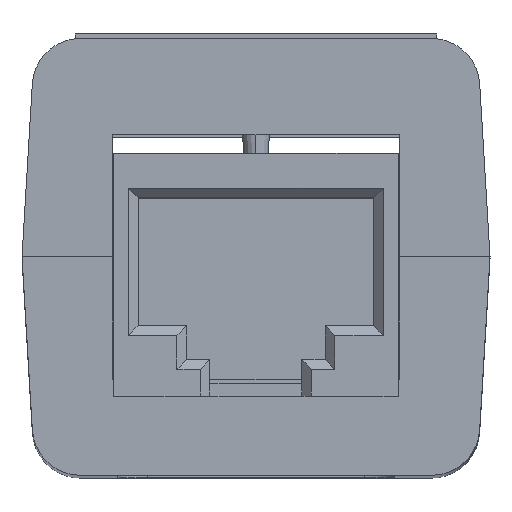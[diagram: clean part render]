
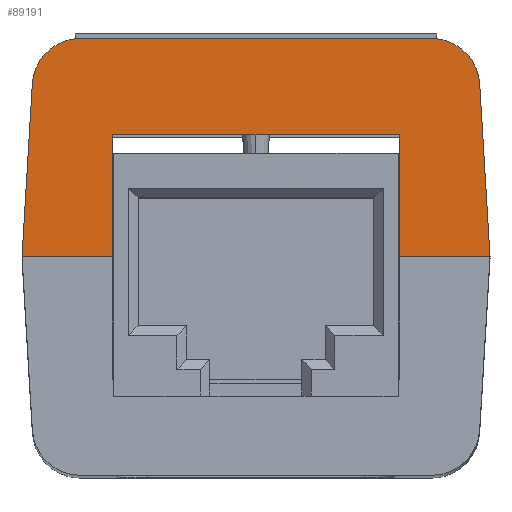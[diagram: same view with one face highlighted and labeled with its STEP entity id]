
A CAD part, top view. The second image highlights one B-rep face of the part: STEP entity #89191.
In plain terms, the highlighted planar face has unit normal (0, 0, 1).
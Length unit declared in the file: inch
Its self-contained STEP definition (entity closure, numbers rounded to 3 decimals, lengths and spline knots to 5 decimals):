
#548 = CARTESIAN_POINT ( 'NONE',  ( -0.2975, 0.12675, 1.667 ) ) ;
#2160 = DIRECTION ( 'NONE',  ( 1., 0., 0. ) ) ;
#3484 = CIRCLE ( 'NONE', #80126, 0.1 ) ;
#5773 = LINE ( 'NONE', #27686, #35541 ) ;
#6853 = DIRECTION ( 'NONE',  ( -1., 0., 0. ) ) ;
#6905 = EDGE_CURVE ( 'NONE', #73032, #76968, #47656, .T. ) ;
#7775 = ORIENTED_EDGE ( 'NONE', *, *, #86224, .T. ) ;
#9630 = DIRECTION ( 'NONE',  ( -0.059, -0.998, 0. ) ) ;
#11078 = VERTEX_POINT ( 'NONE', #62589 ) ;
#12462 = DIRECTION ( 'NONE',  ( 0., 0., 1. ) ) ;
#12495 = CARTESIAN_POINT ( 'NONE',  ( -0.36403, 0.353, 1.667 ) ) ;
#12671 = CARTESIAN_POINT ( 'NONE',  ( 0.46386, 0.35895, 1.667 ) ) ;
#16289 = CARTESIAN_POINT ( 'NONE',  ( -0.46386, 0.35895, 1.667 ) ) ;
#17091 = VECTOR ( 'NONE', #77613, 39.37008 ) ;
#26316 = DIRECTION ( 'NONE',  ( 1., 0., 0. ) ) ;
#26959 = LINE ( 'NONE', #548, #40240 ) ;
#27385 = EDGE_CURVE ( 'NONE', #11078, #65380, #76063, .T. ) ;
#27606 = CIRCLE ( 'NONE', #41398, 0.1 ) ;
#27686 = CARTESIAN_POINT ( 'NONE',  ( 0.2975, 0.12675, 1.667 ) ) ;
#29624 = CARTESIAN_POINT ( 'NONE',  ( -0.36403, 0.453, 1.667 ) ) ;
#30582 = CARTESIAN_POINT ( 'NONE',  ( 0.2975, 0.2535, 1.667 ) ) ;
#32952 = DIRECTION ( 'NONE',  ( -0.059, 0.998, 0. ) ) ;
#33505 = ORIENTED_EDGE ( 'NONE', *, *, #77204, .T. ) ;
#33842 = ORIENTED_EDGE ( 'NONE', *, *, #91569, .T. ) ;
#35541 = VECTOR ( 'NONE', #47497, 39.37008 ) ;
#36386 = ORIENTED_EDGE ( 'NONE', *, *, #27385, .T. ) ;
#36756 = VERTEX_POINT ( 'NONE', #46556 ) ;
#37329 = VECTOR ( 'NONE', #9630, 39.37008 ) ;
#37899 = EDGE_CURVE ( 'NONE', #55974, #36756, #5773, .T. ) ;
#39563 = LINE ( 'NONE', #65761, #37329 ) ;
#40006 = LINE ( 'NONE', #67219, #86468 ) ;
#40240 = VECTOR ( 'NONE', #42414, 39.37008 ) ;
#41398 = AXIS2_PLACEMENT_3D ( 'NONE', #46364, #12462, #61514 ) ;
#41787 = VECTOR ( 'NONE', #76791, 39.37008 ) ;
#42414 = DIRECTION ( 'NONE',  ( 0., 1., 0. ) ) ;
#46364 = CARTESIAN_POINT ( 'NONE',  ( 0.36403, 0.353, 1.667 ) ) ;
#46556 = CARTESIAN_POINT ( 'NONE',  ( 0.2975, 0., 1.667 ) ) ;
#47497 = DIRECTION ( 'NONE',  ( 0., -1., 0. ) ) ;
#47656 = LINE ( 'NONE', #76648, #52107 ) ;
#49926 = VERTEX_POINT ( 'NONE', #12671 ) ;
#50499 = CARTESIAN_POINT ( 'NONE',  ( -0.49107, 0., 1.667 ) ) ;
#51873 = EDGE_CURVE ( 'NONE', #76968, #74592, #3484, .T. ) ;
#52107 = VECTOR ( 'NONE', #6853, 39.37008 ) ;
#55974 = VERTEX_POINT ( 'NONE', #30582 ) ;
#58237 = DIRECTION ( 'NONE',  ( 0., 0., 1. ) ) ;
#59548 = CARTESIAN_POINT ( 'NONE',  ( 0.48525, 0., 1.667 ) ) ;
#59599 = FACE_OUTER_BOUND ( 'NONE', #76041, .T. ) ;
#61514 = DIRECTION ( 'NONE',  ( -1., 0., 0. ) ) ;
#61854 = DIRECTION ( 'NONE',  ( -1., 0., 0. ) ) ;
#62589 = CARTESIAN_POINT ( 'NONE',  ( -0.48525, 0., 1.667 ) ) ;
#62722 = CARTESIAN_POINT ( 'NONE',  ( 0.39138, 0., 1.667 ) ) ;
#63133 = VERTEX_POINT ( 'NONE', #59548 ) ;
#65380 = VERTEX_POINT ( 'NONE', #67346 ) ;
#65503 = ORIENTED_EDGE ( 'NONE', *, *, #84771, .T. ) ;
#65761 = CARTESIAN_POINT ( 'NONE',  ( -0.46386, 0.35895, 1.667 ) ) ;
#67219 = CARTESIAN_POINT ( 'NONE',  ( 0.47455, 0.17947, 1.667 ) ) ;
#67346 = CARTESIAN_POINT ( 'NONE',  ( -0.2975, 0., 1.667 ) ) ;
#67564 = VECTOR ( 'NONE', #26316, 39.37008 ) ;
#69835 = EDGE_CURVE ( 'NONE', #65380, #77688, #26959, .T. ) ;
#70609 = CARTESIAN_POINT ( 'NONE',  ( 0.36403, 0.453, 1.667 ) ) ;
#70683 = EDGE_CURVE ( 'NONE', #36756, #63133, #86359, .T. ) ;
#70905 = ORIENTED_EDGE ( 'NONE', *, *, #69835, .T. ) ;
#71398 = DIRECTION ( 'NONE',  ( 0., 0., 1. ) ) ;
#73032 = VERTEX_POINT ( 'NONE', #70609 ) ;
#73092 = CARTESIAN_POINT ( 'NONE',  ( -0.2975, 0.2535, 1.667 ) ) ;
#73541 = ORIENTED_EDGE ( 'NONE', *, *, #70683, .T. ) ;
#74592 = VERTEX_POINT ( 'NONE', #16289 ) ;
#76041 = EDGE_LOOP ( 'NONE', ( #33505, #33842, #89299, #90688, #65503, #36386, #70905, #7775, #78273, #73541 ) ) ;
#76063 = LINE ( 'NONE', #76488, #41787 ) ;
#76488 = CARTESIAN_POINT ( 'NONE',  ( -0.39138, 0., 1.667 ) ) ;
#76648 = CARTESIAN_POINT ( 'NONE',  ( -0.49107, 0.453, 1.667 ) ) ;
#76791 = DIRECTION ( 'NONE',  ( 1., 0., 0. ) ) ;
#76968 = VERTEX_POINT ( 'NONE', #29624 ) ;
#77204 = EDGE_CURVE ( 'NONE', #63133, #49926, #40006, .T. ) ;
#77613 = DIRECTION ( 'NONE',  ( 1., 0., 0. ) ) ;
#77688 = VERTEX_POINT ( 'NONE', #73092 ) ;
#78273 = ORIENTED_EDGE ( 'NONE', *, *, #37899, .T. ) ;
#78624 = PLANE ( 'NONE',  #80745 ) ;
#80126 = AXIS2_PLACEMENT_3D ( 'NONE', #12495, #71398, #61854 ) ;
#80745 = AXIS2_PLACEMENT_3D ( 'NONE', #50499, #58237, #2160 ) ;
#83356 = LINE ( 'NONE', #85947, #17091 ) ;
#84771 = EDGE_CURVE ( 'NONE', #74592, #11078, #39563, .T. ) ;
#85947 = CARTESIAN_POINT ( 'NONE',  ( 0., 0.2535, 1.667 ) ) ;
#86224 = EDGE_CURVE ( 'NONE', #77688, #55974, #83356, .T. ) ;
#86359 = LINE ( 'NONE', #62722, #67564 ) ;
#86468 = VECTOR ( 'NONE', #32952, 39.37008 ) ;
#89191 = ADVANCED_FACE ( 'NONE', ( #59599 ), #78624, .T. ) ;
#89299 = ORIENTED_EDGE ( 'NONE', *, *, #6905, .T. ) ;
#90688 = ORIENTED_EDGE ( 'NONE', *, *, #51873, .T. ) ;
#91569 = EDGE_CURVE ( 'NONE', #49926, #73032, #27606, .T. ) ;
